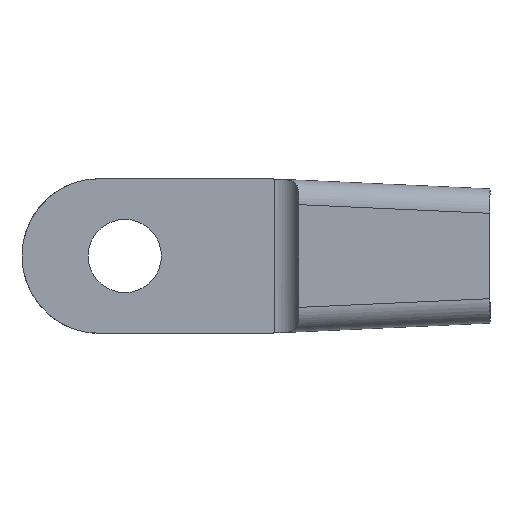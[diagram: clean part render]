
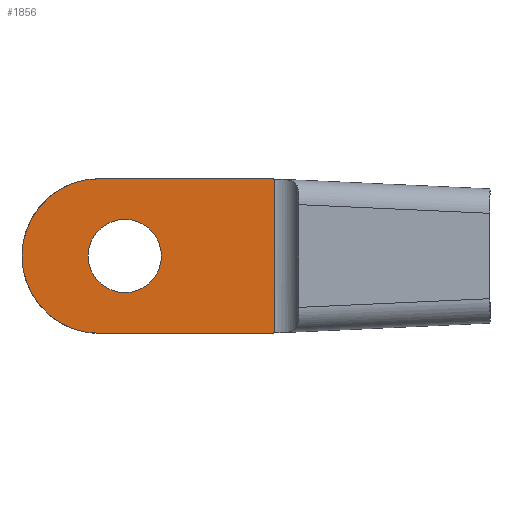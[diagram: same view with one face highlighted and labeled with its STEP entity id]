
A CAD part, front view. The second image highlights one B-rep face of the part: STEP entity #1856.
In plain terms, the highlighted planar face has unit normal (0, -1, 0).
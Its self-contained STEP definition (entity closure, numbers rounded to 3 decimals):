
#7 = CARTESIAN_POINT ( 'NONE',  ( -37.554, -10.28, -15.041 ) ) ;
#54 = CARTESIAN_POINT ( 'NONE',  ( -32.25, -10.28, 5.78 ) ) ;
#69 = EDGE_LOOP ( 'NONE', ( #1488, #2002, #1942, #580, #533, #448 ) ) ;
#222 = VERTEX_POINT ( 'NONE', #1079 ) ;
#223 = EDGE_CURVE ( 'NONE', #2639, #222, #899, .T. ) ;
#258 = DIRECTION ( 'NONE',  ( 0., 0., 1. ) ) ;
#375 = CARTESIAN_POINT ( 'NONE',  ( -38.5, -10.28, -13.22 ) ) ;
#377 = EDGE_CURVE ( 'NONE', #2672, #2214, #1980, .T. ) ;
#390 = DIRECTION ( 'NONE',  ( 0., 0., -1. ) ) ;
#414 = EDGE_CURVE ( 'NONE', #745, #2736, #914, .T. ) ;
#446 = EDGE_CURVE ( 'NONE', #2214, #932, #2345, .T. ) ;
#448 = ORIENTED_EDGE ( 'NONE', *, *, #223, .T. ) ;
#457 = EDGE_LOOP ( 'NONE', ( #2362, #2487 ) ) ;
#470 = CIRCLE ( 'NONE', #2716, 9. ) ;
#533 = ORIENTED_EDGE ( 'NONE', *, *, #949, .F. ) ;
#553 = DIRECTION ( 'NONE',  ( 1., 0., 0. ) ) ;
#580 = ORIENTED_EDGE ( 'NONE', *, *, #446, .T. ) ;
#650 = VECTOR ( 'NONE', #1759, 1000. ) ;
#664 = CARTESIAN_POINT ( 'NONE',  ( 2.5, -10.28, -13.22 ) ) ;
#734 = AXIS2_PLACEMENT_3D ( 'NONE', #1807, #2257, #2058 ) ;
#745 = VERTEX_POINT ( 'NONE', #1455 ) ;
#793 = VERTEX_POINT ( 'NONE', #842 ) ;
#842 = CARTESIAN_POINT ( 'NONE',  ( 2.5, -10.28, 24.78 ) ) ;
#877 = DIRECTION ( 'NONE',  ( -0.999, 0., -0.045 ) ) ;
#881 = LINE ( 'NONE', #2008, #650 ) ;
#899 = LINE ( 'NONE', #2429, #2306 ) ;
#909 = EDGE_CURVE ( 'NONE', #793, #222, #881, .T. ) ;
#910 = CARTESIAN_POINT ( 'NONE',  ( -38.5, -10.28, -13.22 ) ) ;
#914 = CIRCLE ( 'NONE', #1704, 9. ) ;
#932 = VERTEX_POINT ( 'NONE', #664 ) ;
#949 = EDGE_CURVE ( 'NONE', #2639, #932, #1755, .T. ) ;
#999 = CARTESIAN_POINT ( 'NONE',  ( -32.25, -10.28, -3.22 ) ) ;
#1022 = CARTESIAN_POINT ( 'NONE',  ( 10.5, -10.28, 24.78 ) ) ;
#1028 = EDGE_CURVE ( 'NONE', #793, #2672, #2688, .T. ) ;
#1079 = CARTESIAN_POINT ( 'NONE',  ( 4.5, -10.28, 24.689 ) ) ;
#1268 = CARTESIAN_POINT ( 'NONE',  ( -38.5, -10.28, 5.78 ) ) ;
#1431 = DIRECTION ( 'NONE',  ( -1., 0., 0. ) ) ;
#1455 = CARTESIAN_POINT ( 'NONE',  ( -32.25, -10.28, 14.78 ) ) ;
#1488 = ORIENTED_EDGE ( 'NONE', *, *, #909, .F. ) ;
#1612 = VECTOR ( 'NONE', #1431, 1000. ) ;
#1659 = VECTOR ( 'NONE', #553, 1000. ) ;
#1704 = AXIS2_PLACEMENT_3D ( 'NONE', #2548, #1903, #390 ) ;
#1718 = DIRECTION ( 'NONE',  ( 0., -1., 0. ) ) ;
#1750 = VECTOR ( 'NONE', #877, 1000. ) ;
#1755 = LINE ( 'NONE', #7, #1750 ) ;
#1759 = DIRECTION ( 'NONE',  ( 0.999, 0., -0.045 ) ) ;
#1807 = CARTESIAN_POINT ( 'NONE',  ( -38.5, -10.28, 5.78 ) ) ;
#1856 = ADVANCED_FACE ( 'NONE', ( #2166, #1936 ), #2813, .T. ) ;
#1903 = DIRECTION ( 'NONE',  ( 0., -1., 0. ) ) ;
#1936 = FACE_OUTER_BOUND ( 'NONE', #69, .T. ) ;
#1942 = ORIENTED_EDGE ( 'NONE', *, *, #377, .T. ) ;
#1980 = CIRCLE ( 'NONE', #734, 19. ) ;
#2002 = ORIENTED_EDGE ( 'NONE', *, *, #1028, .T. ) ;
#2008 = CARTESIAN_POINT ( 'NONE',  ( -37.554, -10.28, 26.6 ) ) ;
#2058 = DIRECTION ( 'NONE',  ( 0., 0., -1. ) ) ;
#2119 = EDGE_CURVE ( 'NONE', #2736, #745, #470, .T. ) ;
#2166 = FACE_BOUND ( 'NONE', #457, .T. ) ;
#2173 = AXIS2_PLACEMENT_3D ( 'NONE', #1268, #1718, #2595 ) ;
#2214 = VERTEX_POINT ( 'NONE', #910 ) ;
#2241 = DIRECTION ( 'NONE',  ( 0., -1., 0. ) ) ;
#2257 = DIRECTION ( 'NONE',  ( 0., -1., 0. ) ) ;
#2266 = CARTESIAN_POINT ( 'NONE',  ( 4.5, -10.28, -13.129 ) ) ;
#2283 = DIRECTION ( 'NONE',  ( 0., 0., -1. ) ) ;
#2306 = VECTOR ( 'NONE', #258, 1000. ) ;
#2345 = LINE ( 'NONE', #375, #1659 ) ;
#2362 = ORIENTED_EDGE ( 'NONE', *, *, #414, .F. ) ;
#2429 = CARTESIAN_POINT ( 'NONE',  ( 4.5, -10.28, 24.78 ) ) ;
#2480 = CARTESIAN_POINT ( 'NONE',  ( -38.5, -10.28, 24.78 ) ) ;
#2487 = ORIENTED_EDGE ( 'NONE', *, *, #2119, .F. ) ;
#2548 = CARTESIAN_POINT ( 'NONE',  ( -32.25, -10.28, 5.78 ) ) ;
#2595 = DIRECTION ( 'NONE',  ( -1., 0., 0. ) ) ;
#2639 = VERTEX_POINT ( 'NONE', #2266 ) ;
#2672 = VERTEX_POINT ( 'NONE', #2480 ) ;
#2688 = LINE ( 'NONE', #1022, #1612 ) ;
#2716 = AXIS2_PLACEMENT_3D ( 'NONE', #54, #2241, #2283 ) ;
#2736 = VERTEX_POINT ( 'NONE', #999 ) ;
#2813 = PLANE ( 'NONE',  #2173 ) ;
